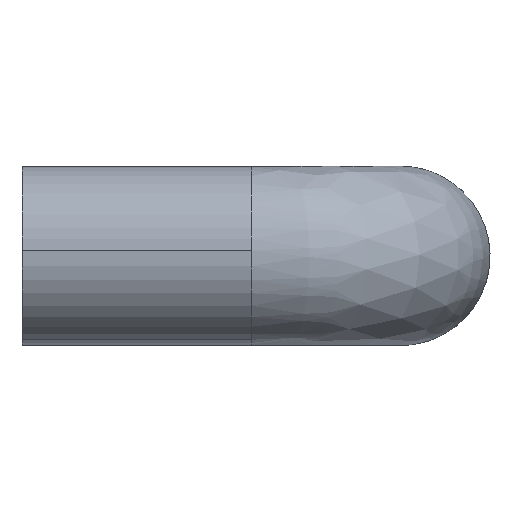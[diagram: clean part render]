
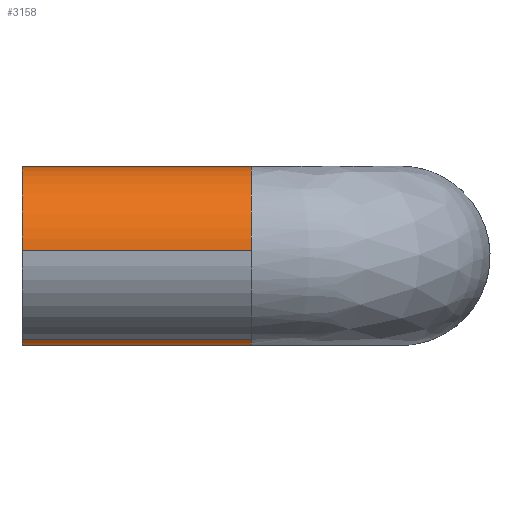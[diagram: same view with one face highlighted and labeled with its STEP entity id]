
A CAD part, left-side view. The second image highlights one B-rep face of the part: STEP entity #3158.
In plain terms, the highlighted free-form (B-spline) face has degree [2, 1] with [9, 2] control points.
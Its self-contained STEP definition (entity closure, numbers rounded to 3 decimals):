
#2992=CARTESIAN_POINT('',(-1.582,0.288,-4.213));
#2993=CARTESIAN_POINT('',(-0.949,0.288,-4.45));
#2994=CARTESIAN_POINT('',(-0.275,0.288,-4.492));
#2995=CARTESIAN_POINT('',(4.217,0.288,-4.766));
#2996=CARTESIAN_POINT('',(4.492,0.288,-0.275));
#2997=CARTESIAN_POINT('',(4.766,0.288,4.217));
#2998=CARTESIAN_POINT('',(0.275,0.288,4.492));
#2999=CARTESIAN_POINT('',(-4.217,0.288,4.766));
#3000=CARTESIAN_POINT('',(-4.492,0.288,0.275));
#3001=CARTESIAN_POINT('',(-1.582,-11.795,-4.213));
#3002=CARTESIAN_POINT('',(-0.949,-11.795,-4.45));
#3003=CARTESIAN_POINT('',(-0.275,-11.795,-4.492));
#3004=CARTESIAN_POINT('',(4.217,-11.795,-4.766));
#3005=CARTESIAN_POINT('',(4.492,-11.795,-0.275));
#3006=CARTESIAN_POINT('',(4.766,-11.795,4.217));
#3007=CARTESIAN_POINT('',(0.275,-11.795,4.492));
#3008=CARTESIAN_POINT('',(-4.217,-11.795,4.766));
#3009=CARTESIAN_POINT('',(-4.492,-11.795,0.275));
#3017=(BOUNDED_SURFACE()B_SPLINE_SURFACE(2,1,((#2992,#3001),(#2993,#3002),(#2994,#3003),(#2995,#3004),(#2996,#3005),(#2997,#3006),(#2998,#3007),(#2999,#3008),(#3000,#3009)),.UNSPECIFIED.,.F.,.F.,.U.)B_SPLINE_SURFACE_WITH_KNOTS((3,2,2,2,3),(2,2),(0.0,1.491,8.947,16.403,23.859),(0.0,12.082),.UNSPECIFIED.)GEOMETRIC_REPRESENTATION_ITEM()RATIONAL_B_SPLINE_SURFACE(((0.906,0.906),(0.941,0.941),(1.0,1.0),(0.707,0.707),(1.0,1.0),(0.707,0.707),(1.0,1.0),(0.707,0.707),(1.0,1.0)))REPRESENTATION_ITEM('')SURFACE());
#3018=CARTESIAN_POINT('',(-1.582,-11.5,-4.213));
#3019=VERTEX_POINT('',#3018);
#3020=CARTESIAN_POINT('',(0.0,-11.5,-4.5));
#3021=VERTEX_POINT('',#3020);
#3022=CARTESIAN_POINT('',(-1.582,-11.5,-4.213));
#3023=CARTESIAN_POINT('',(-0.817,-11.5,-4.5));
#3024=CARTESIAN_POINT('',(0.0,-11.5,-4.5));
#3032=(BOUNDED_CURVE()B_SPLINE_CURVE(2,(#3022,#3023,#3024),.UNSPECIFIED.,.F.,.U.)B_SPLINE_CURVE_WITH_KNOTS((3,3),(0.44,0.5),.UNSPECIFIED.)CURVE()GEOMETRIC_REPRESENTATION_ITEM()RATIONAL_B_SPLINE_CURVE((0.893,0.93,1.0))REPRESENTATION_ITEM(''));
#3033=EDGE_CURVE('',#3019,#3021,#3032,.T.);
#3034=ORIENTED_EDGE('',*,*,#3033,.F.);
#3035=CARTESIAN_POINT('',(-1.582,0.,-4.213));
#3036=VERTEX_POINT('',#3035);
#3037=CARTESIAN_POINT('',(-1.582,0.,-4.213));
#3038=CARTESIAN_POINT('',(-1.582,-11.5,-4.213));
#3039=QUASI_UNIFORM_CURVE('',1,(#3037,#3038),.UNSPECIFIED.,.F.,.U.);
#3040=EDGE_CURVE('',#3036,#3019,#3039,.T.);
#3041=ORIENTED_EDGE('',*,*,#3040,.F.);
#3042=CARTESIAN_POINT('',(0.0,0.0,-4.5));
#3043=VERTEX_POINT('',#3042);
#3044=CARTESIAN_POINT('',(-1.582,0.,-4.213));
#3045=CARTESIAN_POINT('',(-0.817,0.0,-4.5));
#3046=CARTESIAN_POINT('',(0.0,0.0,-4.5));
#3054=(BOUNDED_CURVE()B_SPLINE_CURVE(2,(#3044,#3045,#3046),.UNSPECIFIED.,.F.,.U.)B_SPLINE_CURVE_WITH_KNOTS((3,3),(0.44,0.5),.UNSPECIFIED.)CURVE()GEOMETRIC_REPRESENTATION_ITEM()RATIONAL_B_SPLINE_CURVE((0.893,0.93,1.0))REPRESENTATION_ITEM(''));
#3055=EDGE_CURVE('',#3036,#3043,#3054,.T.);
#3056=ORIENTED_EDGE('',*,*,#3055,.T.);
#3057=CARTESIAN_POINT('',(0.0,0.0,4.5));
#3058=VERTEX_POINT('',#3057);
#3059=CARTESIAN_POINT('',(0.0,0.0,-4.5));
#3060=CARTESIAN_POINT('',(4.5,0.0,-4.5));
#3061=CARTESIAN_POINT('',(4.5,0.0,0.0));
#3062=CARTESIAN_POINT('',(4.5,0.0,4.5));
#3063=CARTESIAN_POINT('',(0.0,0.0,4.5));
#3071=(BOUNDED_CURVE()B_SPLINE_CURVE(2,(#3059,#3060,#3061,#3062,#3063),.UNSPECIFIED.,.F.,.U.)B_SPLINE_CURVE_WITH_KNOTS((3,2,3),(0.5,0.75,1.0),.UNSPECIFIED.)CURVE()GEOMETRIC_REPRESENTATION_ITEM()RATIONAL_B_SPLINE_CURVE((1.0,0.707,1.0,0.707,1.0))REPRESENTATION_ITEM(''));
#3072=EDGE_CURVE('',#3043,#3058,#3071,.T.);
#3073=ORIENTED_EDGE('',*,*,#3072,.T.);
#3074=CARTESIAN_POINT('',(-4.492,0.,0.275));
#3075=VERTEX_POINT('',#3074);
#3076=CARTESIAN_POINT('',(0.0,0.0,4.5));
#3077=CARTESIAN_POINT('',(-4.233,0.0,4.5));
#3078=CARTESIAN_POINT('',(-4.492,0.,0.275));
#3086=(BOUNDED_CURVE()B_SPLINE_CURVE(2,(#3076,#3077,#3078),.UNSPECIFIED.,.F.,.U.)B_SPLINE_CURVE_WITH_KNOTS((3,3),(0.0,0.239),.UNSPECIFIED.)CURVE()GEOMETRIC_REPRESENTATION_ITEM()RATIONAL_B_SPLINE_CURVE((1.0,0.72,0.976))REPRESENTATION_ITEM(''));
#3087=EDGE_CURVE('',#3058,#3075,#3086,.T.);
#3088=ORIENTED_EDGE('',*,*,#3087,.T.);
#3089=CARTESIAN_POINT('',(-4.492,-11.5,0.275));
#3090=VERTEX_POINT('',#3089);
#3091=CARTESIAN_POINT('',(-4.492,0.,0.275));
#3092=CARTESIAN_POINT('',(-4.492,-11.5,0.275));
#3093=QUASI_UNIFORM_CURVE('',1,(#3091,#3092),.UNSPECIFIED.,.F.,.U.);
#3094=EDGE_CURVE('',#3075,#3090,#3093,.T.);
#3095=ORIENTED_EDGE('',*,*,#3094,.T.);
#3096=CARTESIAN_POINT('',(0.0,-11.5,4.5));
#3097=VERTEX_POINT('',#3096);
#3098=CARTESIAN_POINT('',(0.0,-11.5,4.5));
#3099=CARTESIAN_POINT('',(-4.233,-11.5,4.5));
#3100=CARTESIAN_POINT('',(-4.492,-11.5,0.275));
#3108=(BOUNDED_CURVE()B_SPLINE_CURVE(2,(#3098,#3099,#3100),.UNSPECIFIED.,.F.,.U.)B_SPLINE_CURVE_WITH_KNOTS((3,3),(0.0,0.239),.UNSPECIFIED.)CURVE()GEOMETRIC_REPRESENTATION_ITEM()RATIONAL_B_SPLINE_CURVE((1.0,0.72,0.976))REPRESENTATION_ITEM(''));
#3109=EDGE_CURVE('',#3097,#3090,#3108,.T.);
#3110=ORIENTED_EDGE('',*,*,#3109,.F.);
#3111=CARTESIAN_POINT('',(0.057,-11.5,4.5));
#3112=VERTEX_POINT('',#3111);
#3113=CARTESIAN_POINT('',(0.057,-11.5,4.5));
#3114=CARTESIAN_POINT('',(0.028,-11.5,4.5));
#3115=CARTESIAN_POINT('',(0.0,-11.5,4.5));
#3123=(BOUNDED_CURVE()B_SPLINE_CURVE(2,(#3113,#3114,#3115),.UNSPECIFIED.,.F.,.U.)B_SPLINE_CURVE_WITH_KNOTS((3,3),(0.998,1.0),.UNSPECIFIED.)CURVE()GEOMETRIC_REPRESENTATION_ITEM()RATIONAL_B_SPLINE_CURVE((0.995,0.997,1.0))REPRESENTATION_ITEM(''));
#3124=EDGE_CURVE('',#3112,#3097,#3123,.T.);
#3125=ORIENTED_EDGE('',*,*,#3124,.F.);
#3126=CARTESIAN_POINT('',(4.489,-11.5,-0.314));
#3127=VERTEX_POINT('',#3126);
#3128=CARTESIAN_POINT('',(4.489,-11.5,-0.314));
#3129=CARTESIAN_POINT('',(4.5,-11.5,-0.157));
#3130=CARTESIAN_POINT('',(4.5,-11.5,0.0));
#3131=CARTESIAN_POINT('',(4.5,-11.5,4.444));
#3132=CARTESIAN_POINT('',(0.057,-11.5,4.5));
#3140=(BOUNDED_CURVE()B_SPLINE_CURVE(2,(#3128,#3129,#3130,#3131,#3132),.UNSPECIFIED.,.F.,.U.)B_SPLINE_CURVE_WITH_KNOTS((3,2,3),(0.738,0.75,0.998),.UNSPECIFIED.)CURVE()GEOMETRIC_REPRESENTATION_ITEM()RATIONAL_B_SPLINE_CURVE((0.973,0.986,1.0,0.71,0.995))REPRESENTATION_ITEM(''));
#3141=EDGE_CURVE('',#3127,#3112,#3140,.T.);
#3142=ORIENTED_EDGE('',*,*,#3141,.F.);
#3143=CARTESIAN_POINT('',(0.0,-11.5,-4.5));
#3144=CARTESIAN_POINT('',(4.196,-11.5,-4.5));
#3145=CARTESIAN_POINT('',(4.489,-11.5,-0.314));
#3153=(BOUNDED_CURVE()B_SPLINE_CURVE(2,(#3143,#3144,#3145),.UNSPECIFIED.,.F.,.U.)B_SPLINE_CURVE_WITH_KNOTS((3,3),(0.5,0.738),.UNSPECIFIED.)CURVE()GEOMETRIC_REPRESENTATION_ITEM()RATIONAL_B_SPLINE_CURVE((1.0,0.721,0.973))REPRESENTATION_ITEM(''));
#3154=EDGE_CURVE('',#3021,#3127,#3153,.T.);
#3155=ORIENTED_EDGE('',*,*,#3154,.F.);
#3156=EDGE_LOOP('',(#3034,#3041,#3056,#3073,#3088,#3095,#3110,#3125,#3142,#3155));
#3157=FACE_OUTER_BOUND('',#3156,.T.);
#3158=ADVANCED_FACE('',(#3157),#3017,.T.);
